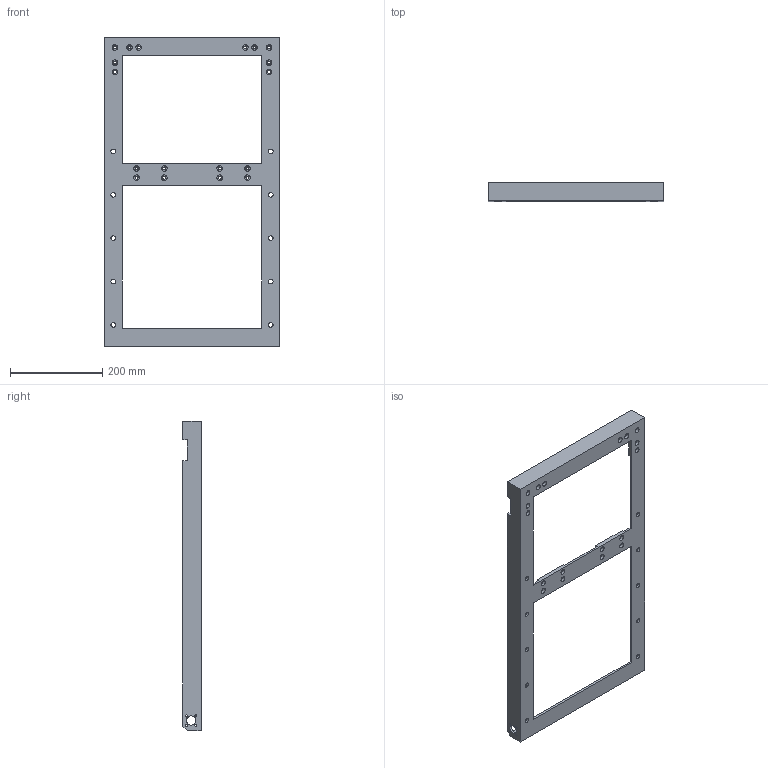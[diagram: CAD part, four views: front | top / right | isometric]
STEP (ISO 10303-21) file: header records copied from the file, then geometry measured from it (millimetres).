
FILE_DESCRIPTION((''),'2;1');
FILE_NAME('0-06','2022-01-09T15:21:06',('Y'),('FoxCAVITY'),'CREO PARAMETRIC BY PTC INC, 2020454','CREO PARAMETRIC BY PTC INC, 2020454','');
FILE_SCHEMA(('CONFIG_CONTROL_DESIGN'));
Length unit declared in the file: millimetre
Products named in the file (1): 0-06
Bounding box: 381 x 40 x 670 mm (x, y, z)
Volume: 890013.5 mm3; surface area: 367702.8 mm2
Topology: 1 solids, 5 shells, 193 faces, 525 edges, 350 vertices
Faces by surface type: cylinder 129, plane 64
Entity records: 6412 total; most frequent: DIRECTION 1171, CARTESIAN_POINT 1069, ORIENTED_EDGE 1034, EDGE_CURVE 525, AXIS2_PLACEMENT_3D 452, VERTEX_POINT 350, EDGE_LOOP 289, VECTOR 267
